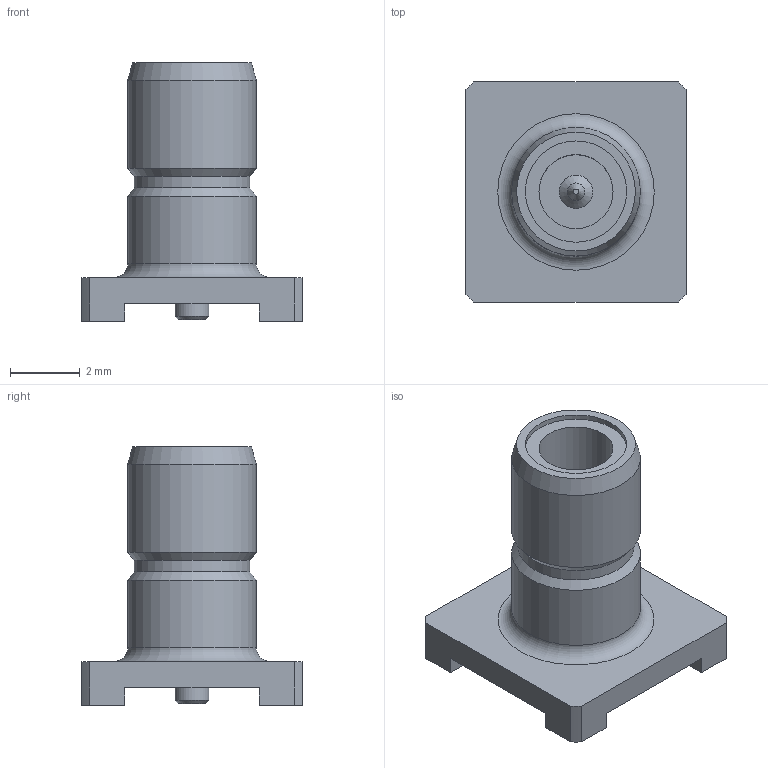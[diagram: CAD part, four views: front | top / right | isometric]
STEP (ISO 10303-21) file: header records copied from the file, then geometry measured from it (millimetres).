
FILE_DESCRIPTION(/* description */ ('Unknown'),/* implementation_level */ '2;1');
FILE_NAME(/* name */ '61612102121405',/* time_stamp */ '2019-12-16T14:28:31+01:00',/* author */ ('Unknown'),/* organization */ ('Unknown'),/* preprocessor_version */ 'ST-DEVELOPER v16.7',/* originating_system */ 'DEX',/* authorisation */ $);
FILE_SCHEMA (('AUTOMOTIVE_DESIGN {1 0 10303 214 3 1 1}'));
Length unit declared in the file: millimetre
Products named in the file (1): 61612102121405
Bounding box: 6.3 x 6.3 x 7.4 mm (x, y, z)
Volume: 167.1 mm3; surface area: 414.4 mm2
Topology: 2 solids, 2 shells, 92 faces, 216 edges, 142 vertices
Faces by surface type: plane 50, cylinder 26, cone 14, torus 2
Full cylindrical faces by diameter (mm): 0.5 x2, 0.96 x4, 1.1 x2, 2.12 x2, 2.9 x2, 3.32 x2, 3.68 x4
Entity records: 3006 total; most frequent: DIRECTION 418, CARTESIAN_POINT 389, ORIENTED_EDGE 336, EDGE_CURVE 168, AXIS2_PLACEMENT_3D 157, EDGE_LOOP 140, FACE_BOUND 140, VERTEX_POINT 128
